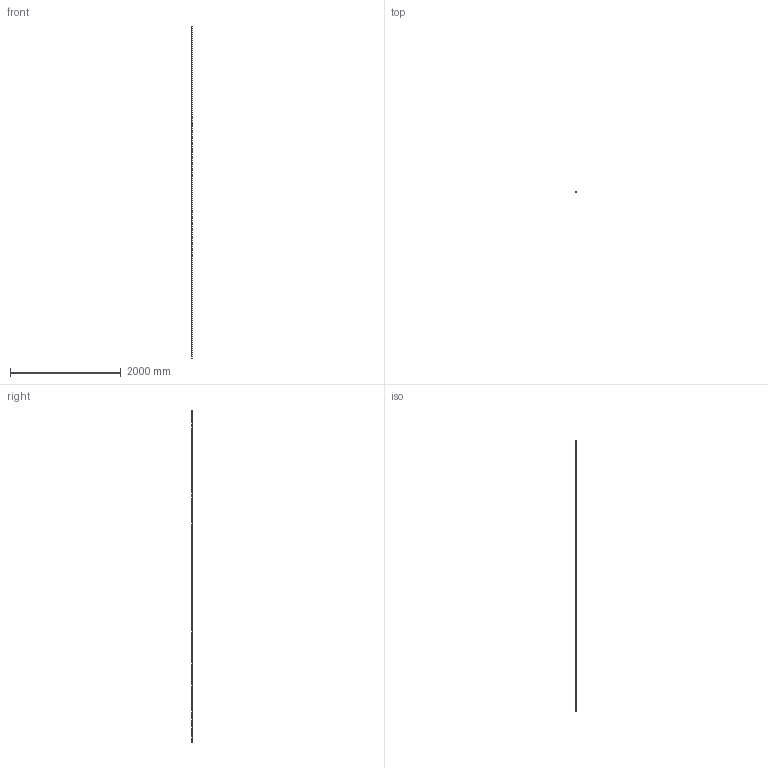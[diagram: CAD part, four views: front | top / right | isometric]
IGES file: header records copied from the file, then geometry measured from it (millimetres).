
Start section: SolidWorks IGES file using analytic representation for surfaces
Global section: file name: 55098-240.igs; native system: SolidWorks 2018; preprocessor: SolidWorks 2018; author: Christian; date: 240429.111022; units: millimetre
Bounding box: 12 x 12 x 6000 mm (x, y, z)
Surface area: 395947.3 mm2 (no closed solid volume)
Topology: 0 solids, 0 shells, 290 faces, 3662 edges, 3662 vertices
Faces by surface type: bspline 250, revolution 40
